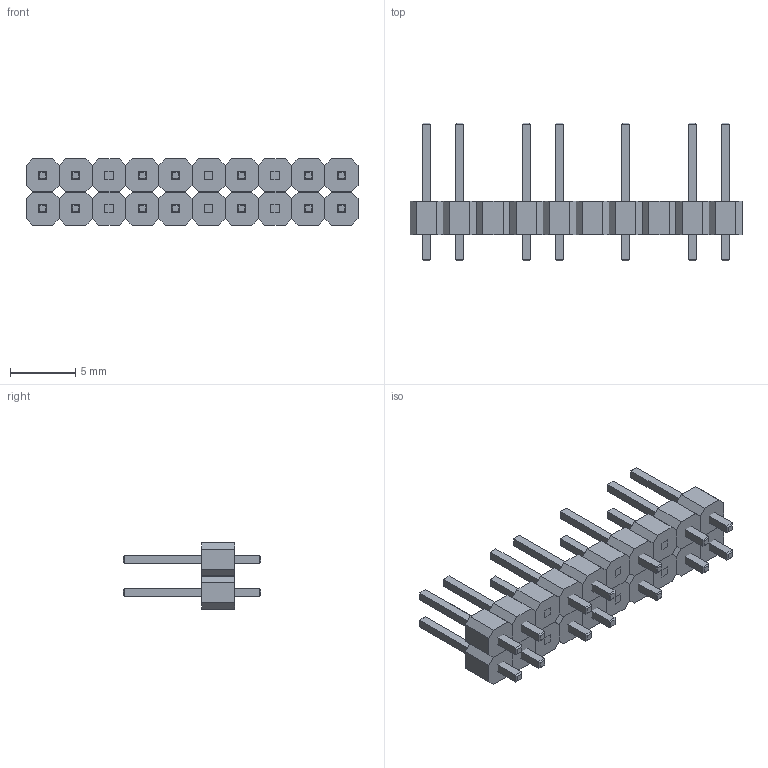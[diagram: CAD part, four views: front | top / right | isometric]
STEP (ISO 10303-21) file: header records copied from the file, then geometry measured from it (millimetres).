
FILE_DESCRIPTION (( 'STEP AP214' ), '1' );
FILE_NAME ('Assemblage1.STEP', '2020-03-23T10:43:10', ( '' ), ( '' ), 'SwSTEP 2.0', 'SolidWorks 2017', '' );
FILE_SCHEMA (( 'AUTOMOTIVE_DESIGN' ));
Length unit declared in the file: millimetre
Products named in the file (2): Assemblage1; Header Pins 10-Way Single Row
Assembly tree (2 placements, depth 2):
  Assemblage1
    Header Pins 10-Way Single Row  x2
Bounding box: 25.4 x 10.54 x 5.08 mm (x, y, z)
Volume: 368.7 mm3; surface area: 1123.2 mm2
Topology: 40 solids, 40 shells, 432 faces, 944 edges, 592 vertices
Faces by surface type: plane 432
Entity records: 5953 total; most frequent: CARTESIAN_POINT 989, ORIENTED_EDGE 944, DIRECTION 914, VECTOR 472, LINE 472, EDGE_CURVE 472, VERTEX_POINT 296, AXIS2_PLACEMENT_3D 221
